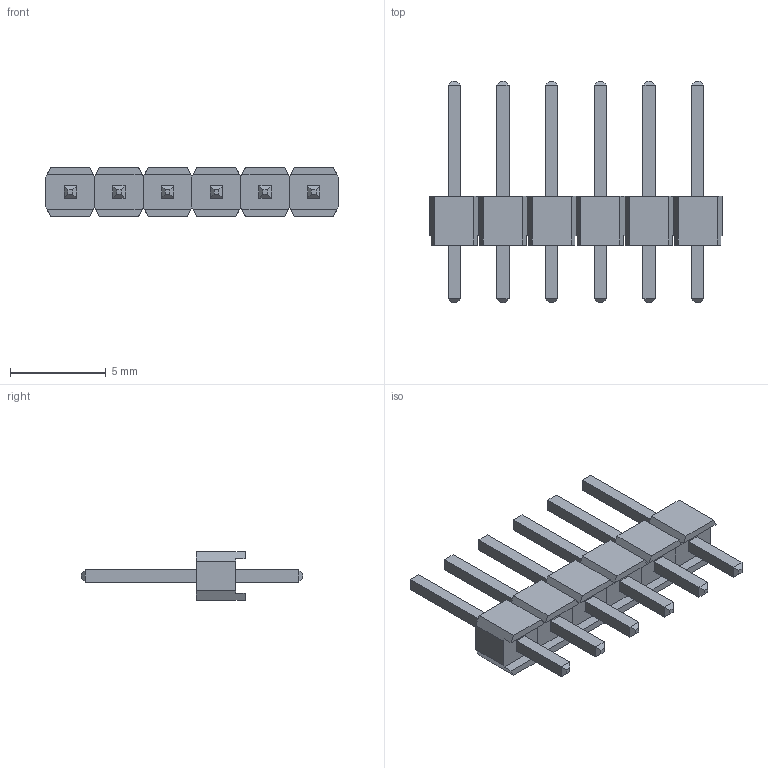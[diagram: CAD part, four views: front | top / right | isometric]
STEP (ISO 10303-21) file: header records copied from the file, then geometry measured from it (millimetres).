
FILE_DESCRIPTION(/* description */ (''),/* implementation_level */ '2;1');
FILE_NAME(/* name */ 'header6pin.stp',/* time_stamp */ '2021-06-21T20:29:13+07:00',/* author */ ('Nhat'),/* organization */ (''),/* preprocessor_version */ 'ST-DEVELOPER v16.13',/* originating_system */ 'Autodesk Inventor 2018',/* authorisation */ '');
FILE_SCHEMA (('AUTOMOTIVE_DESIGN { 1 0 10303 214 3 1 1 }'));
Length unit declared in the file: millimetre
Products named in the file (3): Assembly3; 6130xx11121_PIN; 61300216541121
Assembly tree (12 placements, depth 2):
  Assembly3
    6130xx11121_PIN  x6
    61300216541121  x6
Bounding box: 15.24 x 11.54 x 2.54 mm (x, y, z)
Volume: 103.7 mm3; surface area: 425.3 mm2
Topology: 12 solids, 12 shells, 192 faces, 456 edges, 288 vertices
Faces by surface type: plane 192
Entity records: 1097 total; most frequent: CARTESIAN_POINT 171, DIRECTION 170, ORIENTED_EDGE 152, LINE 76, VECTOR 76, EDGE_CURVE 76, VERTEX_POINT 48, AXIS2_PLACEMENT_3D 47
